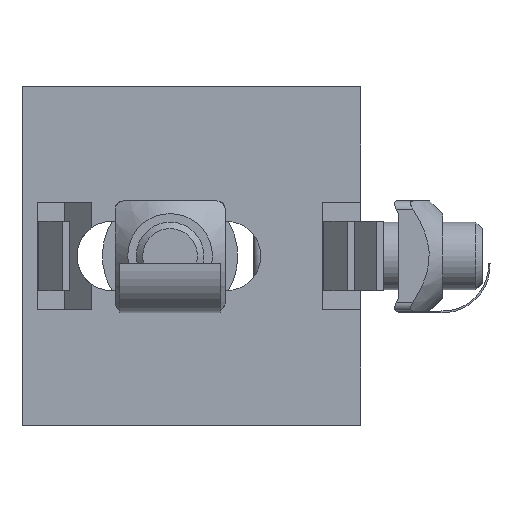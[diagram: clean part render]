
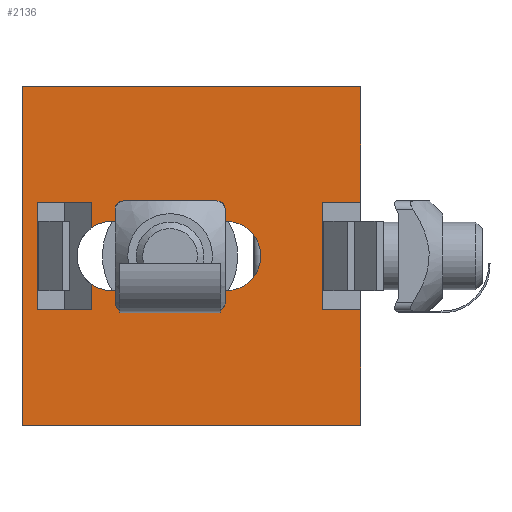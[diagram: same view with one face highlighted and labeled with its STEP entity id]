
A CAD part, left-side view. The second image highlights one B-rep face of the part: STEP entity #2136.
In plain terms, the highlighted planar face has unit normal (-1, 0, 0).
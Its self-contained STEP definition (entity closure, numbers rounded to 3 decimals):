
#96=FACE_BOUND('',#351,.T.);
#120=CIRCLE('',#2371,4.1);
#121=CIRCLE('',#2372,4.1);
#122=CIRCLE('',#2374,4.1);
#226=FACE_OUTER_BOUND('',#350,.T.);
#350=EDGE_LOOP('',(#1644,#1645,#1646,#1647,#1648,#1649,#1650,#1651));
#351=EDGE_LOOP('',(#1652,#1653,#1654,#1655,#1656,#1657,#1658,#1659,#1660,
#1661));
#525=LINE('',#3341,#754);
#530=LINE('',#3350,#759);
#531=LINE('',#3353,#760);
#533=LINE('',#3360,#762);
#537=LINE('',#3367,#766);
#538=LINE('',#3370,#767);
#541=LINE('',#3375,#770);
#542=LINE('',#3377,#771);
#555=LINE('',#3410,#784);
#556=LINE('',#3412,#785);
#557=LINE('',#3414,#786);
#558=LINE('',#3416,#787);
#559=LINE('',#3417,#788);
#560=LINE('',#3419,#789);
#561=LINE('',#3422,#790);
#754=VECTOR('',#2711,10.);
#759=VECTOR('',#2718,10.);
#760=VECTOR('',#2721,10.);
#762=VECTOR('',#2727,10.);
#766=VECTOR('',#2731,10.);
#767=VECTOR('',#2734,10.);
#770=VECTOR('',#2739,10.);
#771=VECTOR('',#2742,10.);
#784=VECTOR('',#2773,10.);
#785=VECTOR('',#2774,10.);
#786=VECTOR('',#2775,10.);
#787=VECTOR('',#2776,10.);
#788=VECTOR('',#2777,10.);
#789=VECTOR('',#2778,10.);
#790=VECTOR('',#2781,10.);
#962=VERTEX_POINT('',#3339);
#963=VERTEX_POINT('',#3340);
#966=VERTEX_POINT('',#3347);
#967=VERTEX_POINT('',#3352);
#968=VERTEX_POINT('',#3356);
#969=VERTEX_POINT('',#3357);
#970=VERTEX_POINT('',#3359);
#973=VERTEX_POINT('',#3365);
#974=VERTEX_POINT('',#3369);
#975=VERTEX_POINT('',#3373);
#984=VERTEX_POINT('',#3402);
#985=VERTEX_POINT('',#3405);
#986=VERTEX_POINT('',#3409);
#987=VERTEX_POINT('',#3411);
#988=VERTEX_POINT('',#3413);
#989=VERTEX_POINT('',#3415);
#990=VERTEX_POINT('',#3418);
#991=VERTEX_POINT('',#3420);
#1199=EDGE_CURVE('',#962,#963,#525,.T.);
#1204=EDGE_CURVE('',#966,#962,#530,.T.);
#1205=EDGE_CURVE('',#967,#966,#531,.T.);
#1208=EDGE_CURVE('',#970,#968,#533,.T.);
#1212=EDGE_CURVE('',#969,#973,#537,.T.);
#1213=EDGE_CURVE('',#974,#970,#538,.T.);
#1216=EDGE_CURVE('',#975,#974,#541,.T.);
#1217=EDGE_CURVE('',#973,#975,#542,.T.);
#1229=EDGE_CURVE('',#984,#969,#120,.T.);
#1232=EDGE_CURVE('',#968,#985,#121,.T.);
#1233=EDGE_CURVE('',#963,#986,#555,.T.);
#1234=EDGE_CURVE('',#986,#987,#556,.T.);
#1235=EDGE_CURVE('',#987,#988,#557,.T.);
#1236=EDGE_CURVE('',#988,#989,#558,.T.);
#1237=EDGE_CURVE('',#989,#967,#559,.T.);
#1238=EDGE_CURVE('',#985,#990,#560,.T.);
#1239=EDGE_CURVE('',#990,#991,#122,.T.);
#1240=EDGE_CURVE('',#991,#984,#561,.T.);
#1644=ORIENTED_EDGE('',*,*,#1205,.T.);
#1645=ORIENTED_EDGE('',*,*,#1204,.T.);
#1646=ORIENTED_EDGE('',*,*,#1199,.T.);
#1647=ORIENTED_EDGE('',*,*,#1233,.T.);
#1648=ORIENTED_EDGE('',*,*,#1234,.T.);
#1649=ORIENTED_EDGE('',*,*,#1235,.T.);
#1650=ORIENTED_EDGE('',*,*,#1236,.T.);
#1651=ORIENTED_EDGE('',*,*,#1237,.T.);
#1652=ORIENTED_EDGE('',*,*,#1208,.T.);
#1653=ORIENTED_EDGE('',*,*,#1232,.T.);
#1654=ORIENTED_EDGE('',*,*,#1238,.T.);
#1655=ORIENTED_EDGE('',*,*,#1239,.T.);
#1656=ORIENTED_EDGE('',*,*,#1240,.T.);
#1657=ORIENTED_EDGE('',*,*,#1229,.T.);
#1658=ORIENTED_EDGE('',*,*,#1212,.T.);
#1659=ORIENTED_EDGE('',*,*,#1217,.T.);
#1660=ORIENTED_EDGE('',*,*,#1216,.T.);
#1661=ORIENTED_EDGE('',*,*,#1213,.T.);
#2041=PLANE('',#2373);
#2136=ADVANCED_FACE('',(#226,#96),#2041,.T.);
#2371=AXIS2_PLACEMENT_3D('',#3403,#2765,#2766);
#2372=AXIS2_PLACEMENT_3D('',#3407,#2769,#2770);
#2373=AXIS2_PLACEMENT_3D('',#3408,#2771,#2772);
#2374=AXIS2_PLACEMENT_3D('',#3421,#2779,#2780);
#2711=DIRECTION('',(0.,-1.,0.));
#2718=DIRECTION('',(0.,0.,1.));
#2721=DIRECTION('',(0.,1.,0.));
#2727=DIRECTION('',(0.,0.,-1.));
#2731=DIRECTION('',(0.,0.,-1.));
#2734=DIRECTION('',(0.,-1.,0.));
#2739=DIRECTION('',(0.,0.,1.));
#2742=DIRECTION('',(0.,1.,0.));
#2765=DIRECTION('center_axis',(1.,0.,0.));
#2766=DIRECTION('ref_axis',(0.,0.,-1.));
#2769=DIRECTION('center_axis',(1.,0.,0.));
#2770=DIRECTION('ref_axis',(0.,0.,-1.));
#2771=DIRECTION('center_axis',(-1.,0.,0.));
#2772=DIRECTION('ref_axis',(0.,0.,1.));
#2773=DIRECTION('',(0.,0.,1.));
#2774=DIRECTION('',(0.,1.,0.));
#2775=DIRECTION('',(0.,0.,-1.));
#2776=DIRECTION('',(0.,-1.,0.));
#2777=DIRECTION('',(0.,0.,1.));
#2778=DIRECTION('',(0.,-1.,0.));
#2779=DIRECTION('center_axis',(1.,0.,0.));
#2780=DIRECTION('ref_axis',(0.,0.,1.));
#2781=DIRECTION('',(0.,1.,0.));
#3339=CARTESIAN_POINT('',(0.,4.5,6.35));
#3340=CARTESIAN_POINT('',(0.,0.,6.35));
#3341=CARTESIAN_POINT('',(0.,0.795,6.35));
#3347=CARTESIAN_POINT('',(0.,4.5,-6.35));
#3350=CARTESIAN_POINT('',(0.,4.5,0.));
#3352=CARTESIAN_POINT('',(0.,0.,-6.35));
#3353=CARTESIAN_POINT('',(0.,0.795,-6.35));
#3356=CARTESIAN_POINT('',(0.,31.818,3.311));
#3357=CARTESIAN_POINT('',(0.,31.818,-3.311));
#3359=CARTESIAN_POINT('',(0.,31.818,6.35));
#3360=CARTESIAN_POINT('',(0.,31.818,0.));
#3365=CARTESIAN_POINT('',(0.,31.818,-6.35));
#3367=CARTESIAN_POINT('',(0.,31.818,0.));
#3369=CARTESIAN_POINT('',(0.,38.182,6.35));
#3370=CARTESIAN_POINT('',(0.,17.5,6.35));
#3373=CARTESIAN_POINT('',(0.,38.182,-6.35));
#3375=CARTESIAN_POINT('',(0.,38.182,0.));
#3377=CARTESIAN_POINT('',(0.,17.5,-6.35));
#3402=CARTESIAN_POINT('',(0.,29.4,-4.1));
#3403=CARTESIAN_POINT('Origin',(0.,29.4,0.));
#3405=CARTESIAN_POINT('',(0.,29.4,4.1));
#3407=CARTESIAN_POINT('Origin',(0.,29.4,0.));
#3408=CARTESIAN_POINT('Origin',(0.,0.,0.));
#3409=CARTESIAN_POINT('',(0.,0.,20.));
#3410=CARTESIAN_POINT('',(0.,0.,0.));
#3411=CARTESIAN_POINT('',(0.,40.,20.));
#3412=CARTESIAN_POINT('',(0.,0.,20.));
#3413=CARTESIAN_POINT('',(0.,40.,-20.));
#3414=CARTESIAN_POINT('',(0.,40.,0.));
#3415=CARTESIAN_POINT('',(0.,0.,-20.));
#3416=CARTESIAN_POINT('',(0.,0.,-20.));
#3417=CARTESIAN_POINT('',(0.,0.,0.));
#3418=CARTESIAN_POINT('',(0.,15.9,4.1));
#3419=CARTESIAN_POINT('',(0.,14.7,4.1));
#3420=CARTESIAN_POINT('',(0.,15.9,-4.1));
#3421=CARTESIAN_POINT('Origin',(0.,15.9,0.));
#3422=CARTESIAN_POINT('',(0.,7.95,-4.1));
